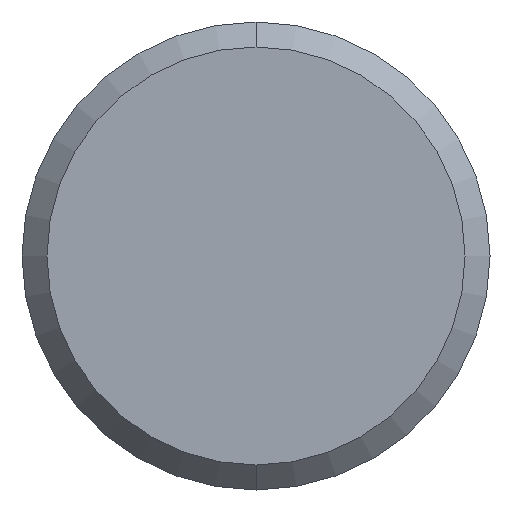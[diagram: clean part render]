
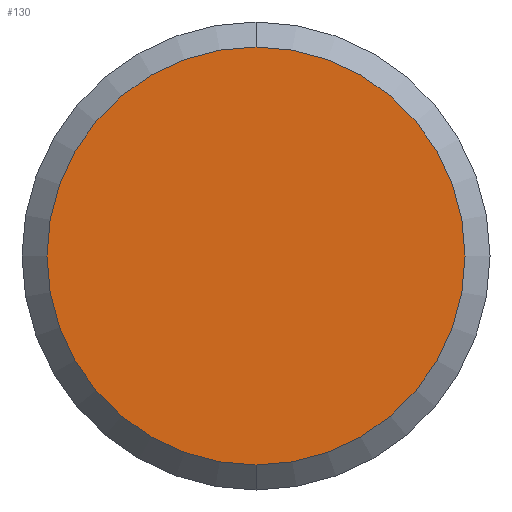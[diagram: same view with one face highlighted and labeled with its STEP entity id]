
A CAD part, front view. The second image highlights one B-rep face of the part: STEP entity #130.
In plain terms, the highlighted planar face has unit normal (0, -1, 0).
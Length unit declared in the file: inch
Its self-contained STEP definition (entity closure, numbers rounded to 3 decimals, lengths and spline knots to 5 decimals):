
#32 = ORIENTED_EDGE ( 'NONE', *, *, #110, .T. ) ;
#52 = VERTEX_POINT ( 'NONE', #126 ) ;
#60 = DIRECTION ( 'NONE',  ( 0., 0., 1. ) ) ;
#63 = DIRECTION ( 'NONE',  ( 0., 1., 0. ) ) ;
#73 = DIRECTION ( 'NONE',  ( 0., -1., 0. ) ) ;
#75 = CARTESIAN_POINT ( 'NONE',  ( 0., 0., 0. ) ) ;
#82 = CIRCLE ( 'NONE', #138, 0.16735 ) ;
#86 = AXIS2_PLACEMENT_3D ( 'NONE', #75, #73, #147 ) ;
#88 = ORIENTED_EDGE ( 'NONE', *, *, #259, .T. ) ;
#103 = CARTESIAN_POINT ( 'NONE',  ( 0., 0., 0.16735 ) ) ;
#104 = CIRCLE ( 'NONE', #86, 0.16735 ) ;
#110 = EDGE_CURVE ( 'NONE', #157, #52, #82, .T. ) ;
#126 = CARTESIAN_POINT ( 'NONE',  ( 0., 0., -0.16735 ) ) ;
#127 = AXIS2_PLACEMENT_3D ( 'NONE', #204, #63, #60 ) ;
#130 = ADVANCED_FACE ( 'NONE', ( #223 ), #224, .F. ) ;
#134 = EDGE_LOOP ( 'NONE', ( #32, #88 ) ) ;
#138 = AXIS2_PLACEMENT_3D ( 'NONE', #201, #200, #185 ) ;
#147 = DIRECTION ( 'NONE',  ( 0., 0., 1. ) ) ;
#157 = VERTEX_POINT ( 'NONE', #103 ) ;
#185 = DIRECTION ( 'NONE',  ( 0., 0., 1. ) ) ;
#200 = DIRECTION ( 'NONE',  ( 0., -1., 0. ) ) ;
#201 = CARTESIAN_POINT ( 'NONE',  ( 0., 0., 0. ) ) ;
#204 = CARTESIAN_POINT ( 'NONE',  ( 0., 0., 0. ) ) ;
#223 = FACE_OUTER_BOUND ( 'NONE', #134, .T. ) ;
#224 = PLANE ( 'NONE',  #127 ) ;
#259 = EDGE_CURVE ( 'NONE', #52, #157, #104, .T. ) ;
